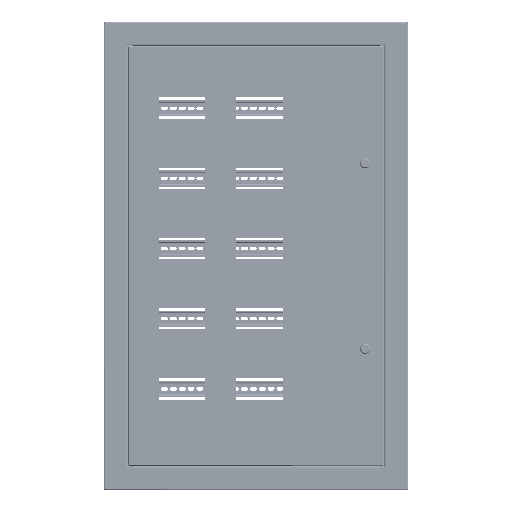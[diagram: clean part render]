
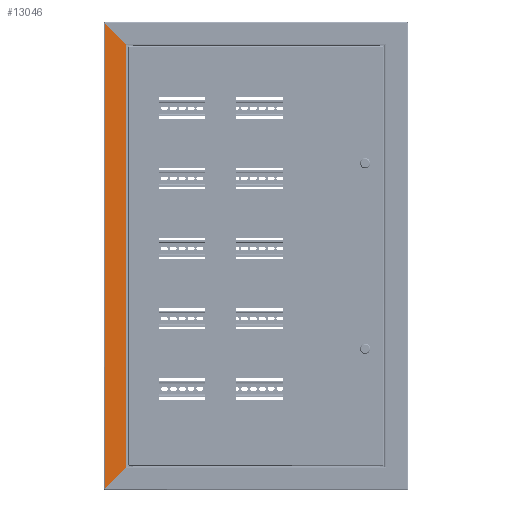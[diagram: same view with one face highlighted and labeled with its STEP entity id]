
A CAD part, top view. The second image highlights one B-rep face of the part: STEP entity #13046.
In plain terms, the highlighted face is planar.
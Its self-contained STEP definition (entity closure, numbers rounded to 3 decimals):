
#357 = CARTESIAN_POINT ( 'NONE',  ( -25., 975., -1. ) ) ;
#1109 = CARTESIAN_POINT ( 'NONE',  ( -48., 998., -1. ) ) ;
#12964 = DIRECTION ( 'NONE',  ( 0.707, -0.707, 0. ) ) ;
#13046 = ADVANCED_FACE ( 'NONE', ( #22124 ), #77808, .F. ) ;
#14650 = CARTESIAN_POINT ( 'NONE',  ( -48., 0., -1. ) ) ;
#19236 = ORIENTED_EDGE ( 'NONE', *, *, #19508, .T. ) ;
#19508 = EDGE_CURVE ( 'NONE', #25539, #39521, #49961, .T. ) ;
#21730 = EDGE_LOOP ( 'NONE', ( #19236, #72189, #62905, #58379 ) ) ;
#21936 = VERTEX_POINT ( 'NONE', #61068 ) ;
#22124 = FACE_OUTER_BOUND ( 'NONE', #21730, .T. ) ;
#23487 = VERTEX_POINT ( 'NONE', #34989 ) ;
#25539 = VERTEX_POINT ( 'NONE', #1109 ) ;
#27594 = DIRECTION ( 'NONE',  ( 0., -1., 0. ) ) ;
#29887 = VECTOR ( 'NONE', #27594, 1000. ) ;
#33684 = CARTESIAN_POINT ( 'NONE',  ( -2., 1000., -1. ) ) ;
#34989 = CARTESIAN_POINT ( 'NONE',  ( -48., 2., -1. ) ) ;
#35839 = DIRECTION ( 'NONE',  ( 0.707, 0.707, 0. ) ) ;
#39521 = VERTEX_POINT ( 'NONE', #49275 ) ;
#40591 = LINE ( 'NONE', #33684, #29887 ) ;
#41250 = CARTESIAN_POINT ( 'NONE',  ( 0., 1000., -1. ) ) ;
#44490 = VECTOR ( 'NONE', #12964, 1000. ) ;
#45535 = LINE ( 'NONE', #14650, #45581 ) ;
#45581 = VECTOR ( 'NONE', #63459, 1000. ) ;
#49275 = CARTESIAN_POINT ( 'NONE',  ( -2., 952., -1. ) ) ;
#49961 = LINE ( 'NONE', #357, #44490 ) ;
#57407 = EDGE_CURVE ( 'NONE', #23487, #21936, #67130, .T. ) ;
#58379 = ORIENTED_EDGE ( 'NONE', *, *, #64665, .T. ) ;
#61068 = CARTESIAN_POINT ( 'NONE',  ( -2., 48., -1. ) ) ;
#61255 = EDGE_CURVE ( 'NONE', #39521, #21936, #40591, .T. ) ;
#61744 = AXIS2_PLACEMENT_3D ( 'NONE', #41250, #71309, #72510 ) ;
#62018 = VECTOR ( 'NONE', #35839, 1000. ) ;
#62905 = ORIENTED_EDGE ( 'NONE', *, *, #57407, .F. ) ;
#63459 = DIRECTION ( 'NONE',  ( 0., 1., 0. ) ) ;
#64665 = EDGE_CURVE ( 'NONE', #23487, #25539, #45535, .T. ) ;
#67130 = LINE ( 'NONE', #68324, #62018 ) ;
#68324 = CARTESIAN_POINT ( 'NONE',  ( -50., 0., -1. ) ) ;
#71309 = DIRECTION ( 'NONE',  ( 0., 0., 1. ) ) ;
#72189 = ORIENTED_EDGE ( 'NONE', *, *, #61255, .T. ) ;
#72510 = DIRECTION ( 'NONE',  ( 1., 0., 0. ) ) ;
#77808 = PLANE ( 'NONE',  #61744 ) ;
